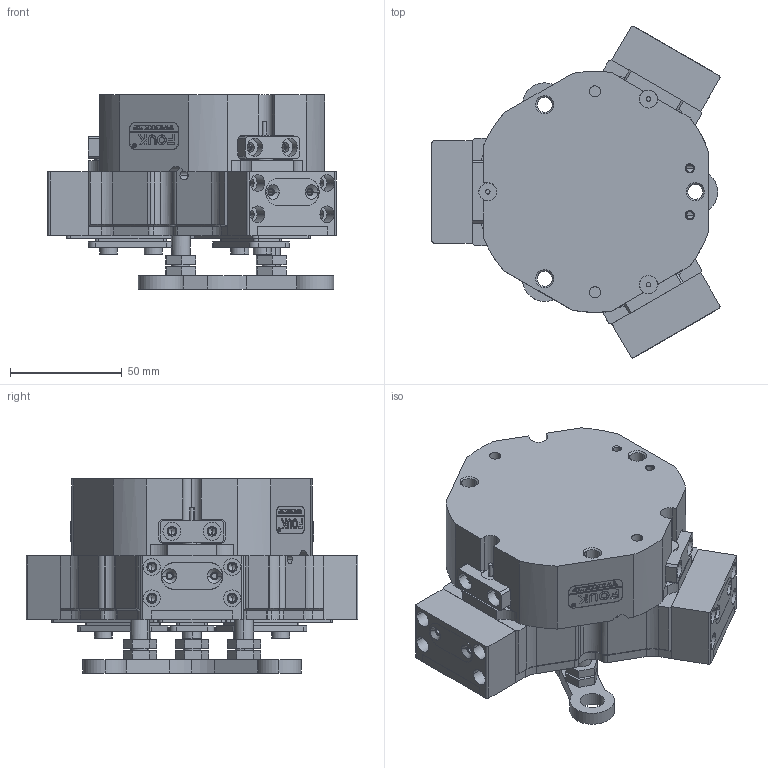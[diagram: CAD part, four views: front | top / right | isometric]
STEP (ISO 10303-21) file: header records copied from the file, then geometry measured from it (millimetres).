
FILE_DESCRIPTION (( 'STEP AP203' ), '1' );
FILE_NAME ('TZ75-119-S-C30-P.STEP', '2024-12-06T04:45:06', ( 'USER-' ), ( 'Microsoft' ), 'SwSTEP 2.0', 'SolidWorks 2018', '' );
FILE_SCHEMA (( 'CONFIG_CONTROL_DESIGN' ));
Length unit declared in the file: millimetre
Products named in the file (39): TZ75-119-C30-P杅耀.sldasm-Part-36; TZ75-119-C30-P杅耀.sldasm-Part-23; TZ75-119-C30杅耀.sldasm-Part-18; TZ75-119-C30-P杅耀.sldasm-Part-30; TZ75-119-C30-P杅耀.sldasm-Part-5; TZ75-119-C30-P杅耀.sldasm-Part-15; TZ75-119-C30-P杅耀.sldasm-Part-1; 25x12-R3; TZ75-119-S-02-賑輸; 揤輸蚾饜极; TZ75-119-S; TZ75-119-C30-P杅耀.sldasm-Part-2; TZ75-119-C30-P杅耀.sldasm-Part-27; TZ75-119-C30-P杅耀.sldasm-Part-6; TZ75-119-C30-P杅耀.sldasm-Part-42; TZ75-119-C30-P杅耀.sldasm-Part-29; TZ75-119-C30-P杅耀.sldasm-Part-19; 埴翐芛_GB_FASTENER_SCREWS_HSHCS M2X8-N; TZ75-119-C30-P杅耀.sldasm-Part-37; TZ75-119-C30-P杅耀.sldasm-Part-10; TZ75-119-C30-P杅耀.sldasm-Part-11; TZ75-119-C30-P杅耀.sldasm-Part-20; TZ75-119-C30-P杅耀.sldasm-Part-7; TZ75-119-C30杅耀.sldasm-Part-16; TZ75-119-C30-P杅耀.sldasm-Part-34; TZ75-119-S-C30-P; 揤輸杅耀.sldasm-Part-9; TZ75-119-C30-P杅耀.sldasm-Part-22; TZ75-119-C30杅耀.sldasm-Part-26; TZ75-119-C30-P杅耀.sldasm-Part-13; TZ75-119-C30-P杅耀.sldasm-Part-35; TZ75-119-C30-P杅耀.sldasm-Part-39; TZ75-119-C30-P杅耀.sldasm-Part-33; TZ75-119-C30-P杅耀.sldasm-Part-40; TZ75-119-C30-P杅耀.sldasm-Part-26; TZ75-119-C30-P杅耀.sldasm-Part-41; TZ75-119-C30杅耀.sldasm-Part-9; TZ75-119-C30杅耀.sldasm-Part-10; TZ75-119-C30-P杅耀.sldasm-Part-38
Assembly tree (47 placements, depth 4):
  TZ75-119-S-C30-P
    TZ75-119-C30-P杅耀.sldasm-Part-1
    TZ75-119-C30-P杅耀.sldasm-Part-2
    TZ75-119-C30-P杅耀.sldasm-Part-5
    TZ75-119-C30-P杅耀.sldasm-Part-6
    TZ75-119-C30-P杅耀.sldasm-Part-7
    TZ75-119-C30-P杅耀.sldasm-Part-10
    TZ75-119-C30-P杅耀.sldasm-Part-11
    TZ75-119-C30-P杅耀.sldasm-Part-13
    TZ75-119-C30-P杅耀.sldasm-Part-15
    TZ75-119-C30-P杅耀.sldasm-Part-19
    TZ75-119-C30-P杅耀.sldasm-Part-20
    TZ75-119-C30-P杅耀.sldasm-Part-22
    TZ75-119-C30-P杅耀.sldasm-Part-23
    TZ75-119-C30-P杅耀.sldasm-Part-26
    TZ75-119-C30-P杅耀.sldasm-Part-27
    TZ75-119-C30-P杅耀.sldasm-Part-29
    TZ75-119-C30-P杅耀.sldasm-Part-30  x3
    TZ75-119-C30-P杅耀.sldasm-Part-33
    TZ75-119-C30-P杅耀.sldasm-Part-34
    TZ75-119-C30-P杅耀.sldasm-Part-35
    TZ75-119-C30-P杅耀.sldasm-Part-36
    TZ75-119-C30-P杅耀.sldasm-Part-37
    TZ75-119-C30-P杅耀.sldasm-Part-38
    TZ75-119-C30-P杅耀.sldasm-Part-39
    TZ75-119-C30-P杅耀.sldasm-Part-40
    TZ75-119-C30-P杅耀.sldasm-Part-41
    TZ75-119-C30-P杅耀.sldasm-Part-42
    TZ75-119-S
      TZ75-119-C30杅耀.sldasm-Part-9  x2
      TZ75-119-C30杅耀.sldasm-Part-10  x2
      TZ75-119-C30杅耀.sldasm-Part-16
      TZ75-119-C30杅耀.sldasm-Part-18
      TZ75-119-S-02-賑輸  x3
      TZ75-119-C30杅耀.sldasm-Part-26
      揤輸蚾饜极  x3
        揤輸杅耀.sldasm-Part-9
        埴翐芛_GB_FASTENER_SCREWS_HSHCS M2X8-N
      25x12-R3
Bounding box: 129.05 x 148.71 x 87 mm (x, y, z)
Volume: 576729.2 mm3; surface area: 159193.6 mm2
Topology: 49 solids, 57 shells, 2376 faces, 6009 edges, 3776 vertices
Faces by surface type: plane 1031, cylinder 737, cone 441, bspline 155, torus 12
Entity records: 66344 total; most frequent: CARTESIAN_POINT 16229, DIRECTION 9481, ORIENTED_EDGE 9452, EDGE_CURVE 4726, AXIS2_PLACEMENT_3D 3309, VERTEX_POINT 3013, LINE 2863, VECTOR 2863
